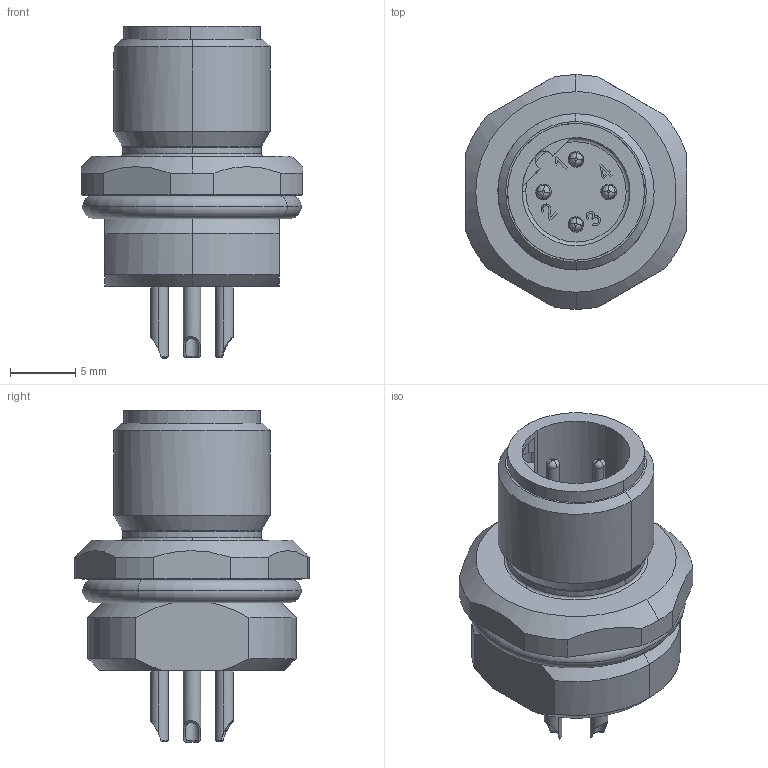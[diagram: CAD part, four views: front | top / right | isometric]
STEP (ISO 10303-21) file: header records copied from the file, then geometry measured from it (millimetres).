
FILE_DESCRIPTION(('CATIA V5 STEP Exchange','CAx-IF Rec.Pracs.--- Model Styling and Organization---1.4--- 2014-01-23'),'2;1');
FILE_NAME ('D1461946_1_2424180000_2424180000.stp','2021-01-01T11:55:28+00:00',('none'),('Weidmueller'),'CATIA Version 5-6 Release 2016 SP3 HF44','CATIA V5 STEP AP214','none');
FILE_SCHEMA(('AUTOMOTIVE_DESIGN { 1 0 10303 214 1 1 1 1 }'));
Length unit declared in the file: millimetre
Products named in the file (1): 2424180000
Bounding box: 17 x 18 x 25.5 mm (x, y, z)
Volume: 2350.3 mm3; surface area: 2998.3 mm2
Topology: 7 solids, 10 shells, 332 faces, 916 edges, 615 vertices
Faces by surface type: cylinder 102, plane 95, cone 56, bspline 53, torus 26
Entity records: 11462 total; most frequent: CARTESIAN_POINT 3907, ORIENTED_EDGE 1816, DIRECTION 1082, EDGE_CURVE 908, VERTEX_POINT 615, AXIS2_PLACEMENT_3D 521, EDGE_LOOP 367, ADVANCED_FACE 332
